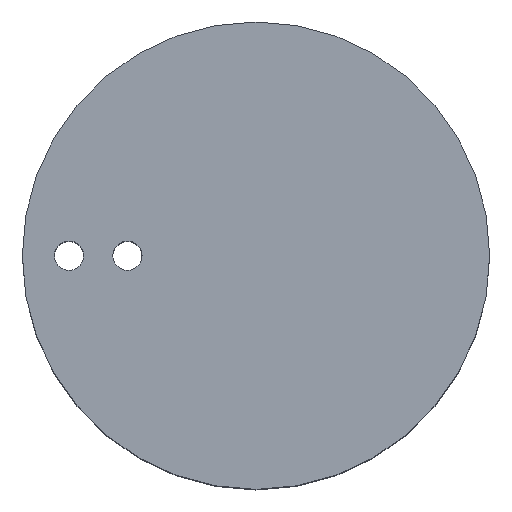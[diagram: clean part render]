
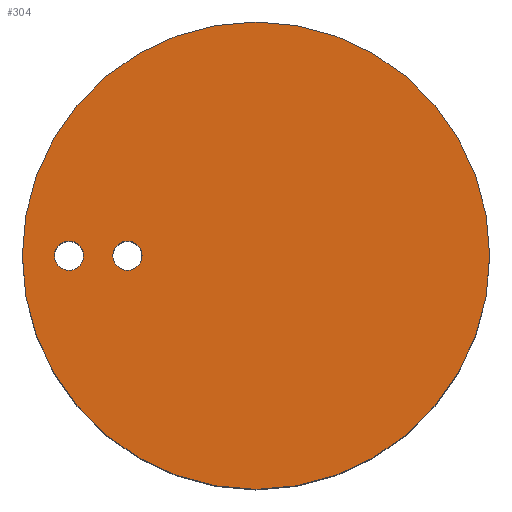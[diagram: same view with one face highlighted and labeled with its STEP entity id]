
A CAD part, top view. The second image highlights one B-rep face of the part: STEP entity #304.
In plain terms, the highlighted planar face has unit normal (0, 0, 1).
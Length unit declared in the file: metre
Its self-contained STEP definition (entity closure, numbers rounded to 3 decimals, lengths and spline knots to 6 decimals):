
#63=PLANE('',#350);
#83=ORIENTED_EDGE('',*,*,#154,.F.);
#84=ORIENTED_EDGE('',*,*,#155,.F.);
#85=ORIENTED_EDGE('',*,*,#149,.T.);
#149=EDGE_CURVE('',#185,#185,#213,.T.);
#154=EDGE_CURVE('',#190,#190,#214,.T.);
#155=EDGE_CURVE('',#191,#191,#215,.T.);
#185=VERTEX_POINT('',#476);
#190=VERTEX_POINT('',#488);
#191=VERTEX_POINT('',#490);
#213=CIRCLE('',#348,0.04);
#214=CIRCLE('',#351,0.0025);
#215=CIRCLE('',#352,0.0025);
#228=EDGE_LOOP('',(#83));
#229=EDGE_LOOP('',(#84));
#230=EDGE_LOOP('',(#85));
#264=FACE_BOUND('',#228,.T.);
#265=FACE_BOUND('',#229,.T.);
#266=FACE_BOUND('',#230,.T.);
#304=ADVANCED_FACE('',(#264,#265,#266),#63,.F.);
#348=AXIS2_PLACEMENT_3D('',#475,#385,#386);
#350=AXIS2_PLACEMENT_3D('',#486,#393,#394);
#351=AXIS2_PLACEMENT_3D('',#487,#395,#396);
#352=AXIS2_PLACEMENT_3D('',#489,#397,#398);
#385=DIRECTION('',(0.,0.,1.));
#386=DIRECTION('',(1.,0.,0.));
#393=DIRECTION('',(0.,0.,-1.));
#394=DIRECTION('',(1.,0.,0.));
#395=DIRECTION('',(0.,0.,1.));
#396=DIRECTION('',(1.,0.,0.));
#397=DIRECTION('',(0.,0.,1.));
#398=DIRECTION('',(1.,0.,0.));
#475=CARTESIAN_POINT('',(0.,0.,0.06));
#476=CARTESIAN_POINT('',(0.04,0.,0.06));
#486=CARTESIAN_POINT('',(0.,0.,0.06));
#487=CARTESIAN_POINT('',(-0.032,0.,0.06));
#488=CARTESIAN_POINT('',(-0.0295,0.,0.06));
#489=CARTESIAN_POINT('',(-0.022,0.,0.06));
#490=CARTESIAN_POINT('',(-0.0195,0.,0.06));
